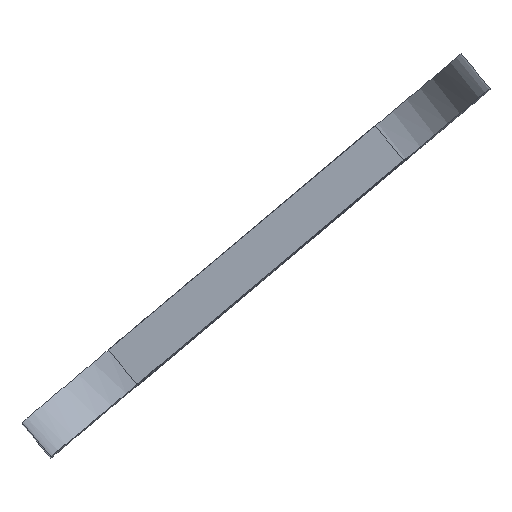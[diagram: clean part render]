
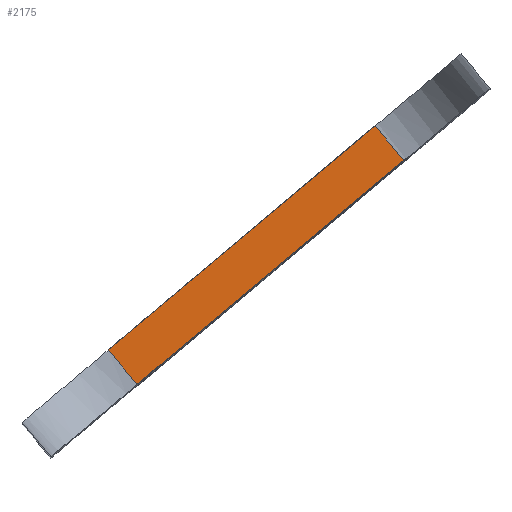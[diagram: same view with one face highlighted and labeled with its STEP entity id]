
A CAD part, top view. The second image highlights one B-rep face of the part: STEP entity #2175.
In plain terms, the highlighted planar face has unit normal (0, 0, 1).
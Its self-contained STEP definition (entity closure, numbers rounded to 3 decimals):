
#44 = PLANE('',#45);
#45 = AXIS2_PLACEMENT_3D('',#46,#47,#48);
#46 = CARTESIAN_POINT('',(6268.764,-7106.005,
    121.25));
#47 = DIRECTION('',(-0.643,0.766,0.));
#48 = DIRECTION('',(0.766,0.643,0.));
#99 = PLANE('',#100);
#100 = AXIS2_PLACEMENT_3D('',#101,#102,#103);
#101 = CARTESIAN_POINT('',(6353.58,-7008.73,
    371.25));
#102 = DIRECTION('',(0.643,-0.766,0.));
#103 = DIRECTION('',(0.,0.,-1.));
#125 = CYLINDRICAL_SURFACE('',#126,50.);
#126 = AXIS2_PLACEMENT_3D('',#127,#128,#129);
#127 = CARTESIAN_POINT('',(6022.059,-6932.56,
    321.25));
#128 = DIRECTION('',(0.643,-0.766,0.));
#129 = DIRECTION('',(-0.766,-0.643,0.));
#411 = VERTEX_POINT('',#412);
#412 = CARTESIAN_POINT('',(6209.396,-7155.821,
    371.25));
#440 = EDGE_CURVE('',#441,#411,#443,.T.);
#441 = VERTEX_POINT('',#442);
#442 = CARTESIAN_POINT('',(6328.133,-7056.189,
    371.25));
#443 = SURFACE_CURVE('',#444,(#448,#455),.PCURVE_S1.);
#444 = LINE('',#445,#446);
#445 = CARTESIAN_POINT('',(6239.08,-7130.913,
    371.25));
#446 = VECTOR('',#447,1.);
#447 = DIRECTION('',(-0.766,-0.643,0.));
#448 = PCURVE('',#44,#449);
#449 = DEFINITIONAL_REPRESENTATION('',(#450),#454);
#450 = LINE('',#451,#452);
#451 = CARTESIAN_POINT('',(-38.75,-250.));
#452 = VECTOR('',#453,1.);
#453 = DIRECTION('',(-1.,-0.));
#454 = ( GEOMETRIC_REPRESENTATION_CONTEXT(2) 
PARAMETRIC_REPRESENTATION_CONTEXT() REPRESENTATION_CONTEXT('2D SPACE',''
  ) );
#455 = PCURVE('',#456,#461);
#456 = PLANE('',#457);
#457 = AXIS2_PLACEMENT_3D('',#458,#459,#460);
#458 = CARTESIAN_POINT('',(6222.252,-7171.142,
    371.25));
#459 = DIRECTION('',(0.,0.,1.));
#460 = DIRECTION('',(1.,0.,-0.));
#461 = DEFINITIONAL_REPRESENTATION('',(#462),#466);
#462 = LINE('',#463,#464);
#463 = CARTESIAN_POINT('',(16.828,40.229));
#464 = VECTOR('',#465,1.);
#465 = DIRECTION('',(-0.766,-0.643));
#466 = ( GEOMETRIC_REPRESENTATION_CONTEXT(2) 
PARAMETRIC_REPRESENTATION_CONTEXT() REPRESENTATION_CONTEXT('2D SPACE',''
  ) );
#489 = CYLINDRICAL_SURFACE('',#490,50.);
#490 = AXIS2_PLACEMENT_3D('',#491,#492,#493);
#491 = CARTESIAN_POINT('',(6140.795,-6832.929,
    321.25));
#492 = DIRECTION('',(0.643,-0.766,0.)
  );
#493 = DIRECTION('',(-0.766,-0.643,0.));
#767 = VERTEX_POINT('',#768);
#768 = CARTESIAN_POINT('',(6196.54,-7140.5,
    371.25));
#790 = EDGE_CURVE('',#767,#411,#791,.T.);
#791 = SURFACE_CURVE('',#792,(#796,#803),.PCURVE_S1.);
#792 = LINE('',#793,#794);
#793 = CARTESIAN_POINT('',(6196.54,-7140.5,
    371.25));
#794 = VECTOR('',#795,1.);
#795 = DIRECTION('',(0.643,-0.766,0.));
#796 = PCURVE('',#125,#797);
#797 = DEFINITIONAL_REPRESENTATION('',(#798),#802);
#798 = LINE('',#799,#800);
#799 = CARTESIAN_POINT('',(4.712,271.446));
#800 = VECTOR('',#801,1.);
#801 = DIRECTION('',(0.,1.));
#802 = ( GEOMETRIC_REPRESENTATION_CONTEXT(2) 
PARAMETRIC_REPRESENTATION_CONTEXT() REPRESENTATION_CONTEXT('2D SPACE',''
  ) );
#803 = PCURVE('',#456,#804);
#804 = DEFINITIONAL_REPRESENTATION('',(#805),#809);
#805 = LINE('',#806,#807);
#806 = CARTESIAN_POINT('',(-25.711,30.642));
#807 = VECTOR('',#808,1.);
#808 = DIRECTION('',(0.643,-0.766));
#809 = ( GEOMETRIC_REPRESENTATION_CONTEXT(2) 
PARAMETRIC_REPRESENTATION_CONTEXT() REPRESENTATION_CONTEXT('2D SPACE',''
  ) );
#1160 = VERTEX_POINT('',#1161);
#1161 = CARTESIAN_POINT('',(6315.28,-7040.872,
    371.25));
#1182 = EDGE_CURVE('',#767,#1160,#1183,.T.);
#1183 = SURFACE_CURVE('',#1184,(#1188,#1195),.PCURVE_S1.);
#1184 = LINE('',#1185,#1186);
#1185 = CARTESIAN_POINT('',(6196.54,-7140.5,
    371.25));
#1186 = VECTOR('',#1187,1.);
#1187 = DIRECTION('',(0.766,0.643,0.));
#1188 = PCURVE('',#99,#1189);
#1189 = DEFINITIONAL_REPRESENTATION('',(#1190),#1194);
#1190 = LINE('',#1191,#1192);
#1191 = CARTESIAN_POINT('',(0.,-205.));
#1192 = VECTOR('',#1193,1.);
#1193 = DIRECTION('',(0.,1.));
#1194 = ( GEOMETRIC_REPRESENTATION_CONTEXT(2) 
PARAMETRIC_REPRESENTATION_CONTEXT() REPRESENTATION_CONTEXT('2D SPACE',''
  ) );
#1195 = PCURVE('',#456,#1196);
#1196 = DEFINITIONAL_REPRESENTATION('',(#1197),#1201);
#1197 = LINE('',#1198,#1199);
#1198 = CARTESIAN_POINT('',(-25.711,30.642));
#1199 = VECTOR('',#1200,1.);
#1200 = DIRECTION('',(0.766,0.643));
#1201 = ( GEOMETRIC_REPRESENTATION_CONTEXT(2) 
PARAMETRIC_REPRESENTATION_CONTEXT() REPRESENTATION_CONTEXT('2D SPACE',''
  ) );
#2154 = EDGE_CURVE('',#1160,#441,#2155,.T.);
#2155 = SURFACE_CURVE('',#2156,(#2160,#2167),.PCURVE_S1.);
#2156 = LINE('',#2157,#2158);
#2157 = CARTESIAN_POINT('',(6315.28,-7040.872,
    371.25));
#2158 = VECTOR('',#2159,1.);
#2159 = DIRECTION('',(0.643,-0.766,0.));
#2160 = PCURVE('',#489,#2161);
#2161 = DEFINITIONAL_REPRESENTATION('',(#2162),#2166);
#2162 = LINE('',#2163,#2164);
#2163 = CARTESIAN_POINT('',(4.712,271.45));
#2164 = VECTOR('',#2165,1.);
#2165 = DIRECTION('',(0.,1.));
#2166 = ( GEOMETRIC_REPRESENTATION_CONTEXT(2) 
PARAMETRIC_REPRESENTATION_CONTEXT() REPRESENTATION_CONTEXT('2D SPACE',''
  ) );
#2167 = PCURVE('',#456,#2168);
#2168 = DEFINITIONAL_REPRESENTATION('',(#2169),#2173);
#2169 = LINE('',#2170,#2171);
#2170 = CARTESIAN_POINT('',(93.028,130.271));
#2171 = VECTOR('',#2172,1.);
#2172 = DIRECTION('',(0.643,-0.766));
#2173 = ( GEOMETRIC_REPRESENTATION_CONTEXT(2) 
PARAMETRIC_REPRESENTATION_CONTEXT() REPRESENTATION_CONTEXT('2D SPACE',''
  ) );
#2175 = ADVANCED_FACE('',(#2176),#456,.T.);
#2176 = FACE_BOUND('',#2177,.T.);
#2177 = EDGE_LOOP('',(#2178,#2179,#2180,#2181));
#2178 = ORIENTED_EDGE('',*,*,#790,.T.);
#2179 = ORIENTED_EDGE('',*,*,#440,.F.);
#2180 = ORIENTED_EDGE('',*,*,#2154,.F.);
#2181 = ORIENTED_EDGE('',*,*,#1182,.F.);
